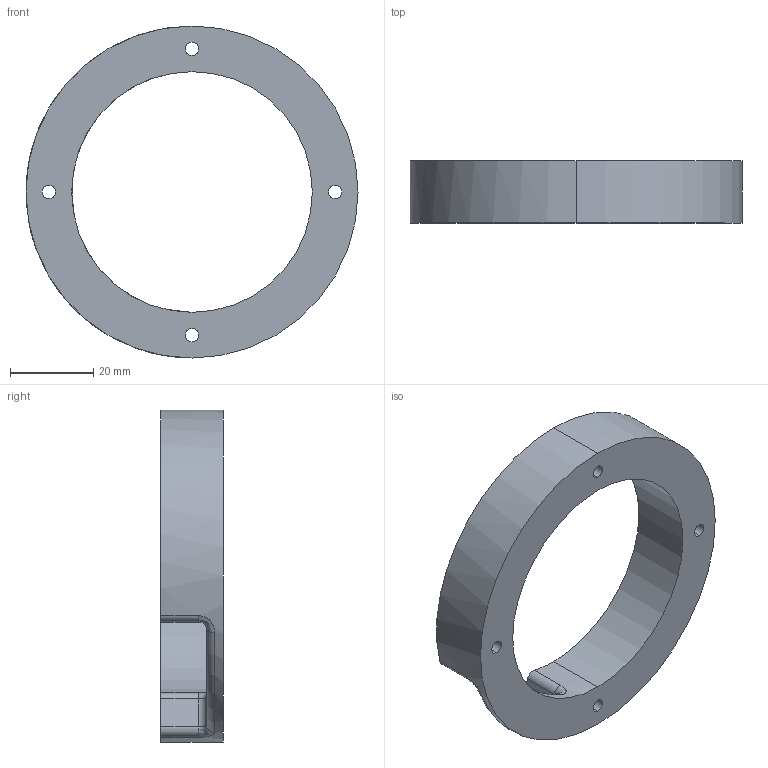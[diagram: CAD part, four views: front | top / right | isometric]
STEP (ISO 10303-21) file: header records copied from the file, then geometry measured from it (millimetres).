
FILE_DESCRIPTION (( 'STEP AP203' ), '1' );
FILE_NAME ('A2.STEP', '2024-08-28T16:06:42', ( '' ), ( '' ), 'SwSTEP 2.0', 'SolidWorks 2022', '' );
FILE_SCHEMA (( 'CONFIG_CONTROL_DESIGN' ));
Length unit declared in the file: millimetre
Products named in the file (1): A2
Bounding box: 80 x 15 x 80 mm (x, y, z)
Volume: 31106.1 mm3; surface area: 11197.1 mm2
Topology: 1 solids, 1 shells, 30 faces, 79 edges, 50 vertices
Faces by surface type: cylinder 19, plane 5, bspline 4, torus 2
Entity records: 1316 total; most frequent: CARTESIAN_POINT 468, DIRECTION 169, ORIENTED_EDGE 158, EDGE_CURVE 79, AXIS2_PLACEMENT_3D 71, VERTEX_POINT 50, CIRCLE 44, EDGE_LOOP 39
